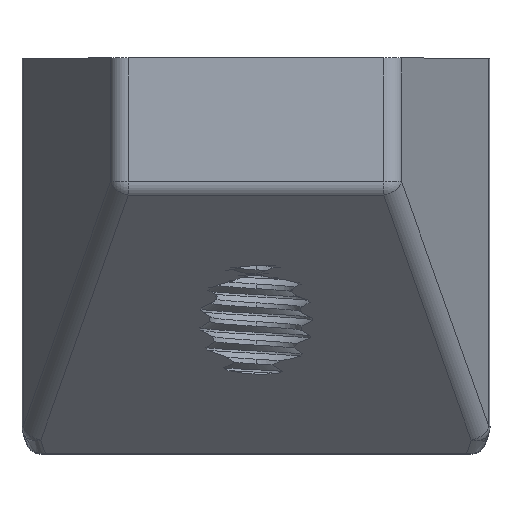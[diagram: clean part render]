
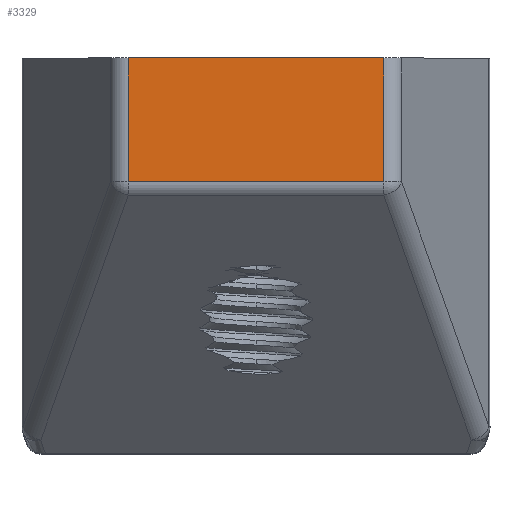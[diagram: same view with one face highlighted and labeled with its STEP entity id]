
A CAD part, top view. The second image highlights one B-rep face of the part: STEP entity #3329.
In plain terms, the highlighted planar face has unit normal (0, 0, 1).
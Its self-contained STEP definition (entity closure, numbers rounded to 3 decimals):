
#1643 = FACE_OUTER_BOUND ( 'NONE', #26024, .T. ) ;
#3329 = ADVANCED_FACE ( 'NONE', ( #1643 ), #6548, .F. ) ;
#3483 = CARTESIAN_POINT ( 'NONE',  ( 0., 21., -3.469 ) ) ;
#3686 = DIRECTION ( 'NONE',  ( -1., 0., 0. ) ) ;
#4308 = VECTOR ( 'NONE', #18961, 1000. ) ;
#5938 = CARTESIAN_POINT ( 'NONE',  ( 0., 14.414, -3.469 ) ) ;
#6548 = PLANE ( 'NONE',  #14059 ) ;
#7273 = VERTEX_POINT ( 'NONE', #18145 ) ;
#7652 = EDGE_CURVE ( 'NONE', #31994, #18381, #26478, .T. ) ;
#8216 = LINE ( 'NONE', #15491, #16989 ) ;
#9262 = DIRECTION ( 'NONE',  ( 0., 0., -1. ) ) ;
#11104 = DIRECTION ( 'NONE',  ( 1., 0., 0. ) ) ;
#13678 = EDGE_CURVE ( 'NONE', #20758, #18381, #8216, .T. ) ;
#14059 = AXIS2_PLACEMENT_3D ( 'NONE', #16529, #9262, #3686 ) ;
#15491 = CARTESIAN_POINT ( 'NONE',  ( -120.04, 21., -3.469 ) ) ;
#16529 = CARTESIAN_POINT ( 'NONE',  ( 0., 37., -3.469 ) ) ;
#16744 = CARTESIAN_POINT ( 'NONE',  ( -120.04, 14.414, -3.469 ) ) ;
#16989 = VECTOR ( 'NONE', #23599, 1000. ) ;
#17340 = ORIENTED_EDGE ( 'NONE', *, *, #29608, .T. ) ;
#17542 = CARTESIAN_POINT ( 'NONE',  ( -120.04, 21., -3.469 ) ) ;
#17700 = CARTESIAN_POINT ( 'NONE',  ( -133.63, 21., -3.469 ) ) ;
#18145 = CARTESIAN_POINT ( 'NONE',  ( -133.63, 14.414, -3.469 ) ) ;
#18381 = VERTEX_POINT ( 'NONE', #17542 ) ;
#18455 = DIRECTION ( 'NONE',  ( 0., -1., 0. ) ) ;
#18961 = DIRECTION ( 'NONE',  ( 1., 0., 0. ) ) ;
#20758 = VERTEX_POINT ( 'NONE', #16744 ) ;
#20990 = CARTESIAN_POINT ( 'NONE',  ( -133.63, 37., -3.469 ) ) ;
#21034 = VECTOR ( 'NONE', #18455, 1000. ) ;
#21416 = ORIENTED_EDGE ( 'NONE', *, *, #29197, .T. ) ;
#23599 = DIRECTION ( 'NONE',  ( 0., 1., 0. ) ) ;
#25736 = LINE ( 'NONE', #20990, #21034 ) ;
#26024 = EDGE_LOOP ( 'NONE', ( #21416, #17340, #28203, #31392 ) ) ;
#26478 = LINE ( 'NONE', #3483, #32624 ) ;
#28203 = ORIENTED_EDGE ( 'NONE', *, *, #13678, .T. ) ;
#29197 = EDGE_CURVE ( 'NONE', #31994, #7273, #25736, .T. ) ;
#29430 = LINE ( 'NONE', #5938, #4308 ) ;
#29608 = EDGE_CURVE ( 'NONE', #7273, #20758, #29430, .T. ) ;
#31392 = ORIENTED_EDGE ( 'NONE', *, *, #7652, .F. ) ;
#31994 = VERTEX_POINT ( 'NONE', #17700 ) ;
#32624 = VECTOR ( 'NONE', #11104, 1000. ) ;
